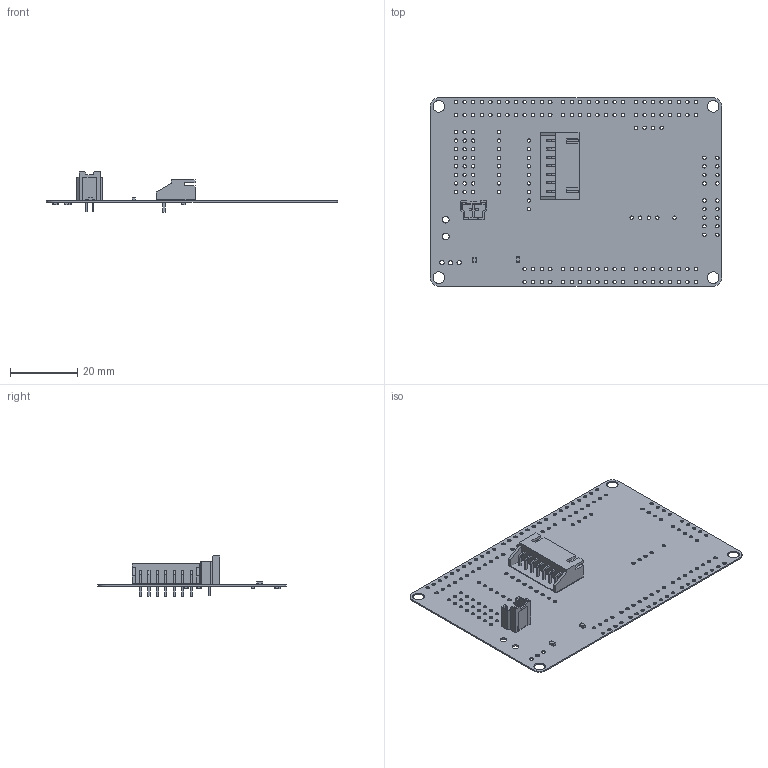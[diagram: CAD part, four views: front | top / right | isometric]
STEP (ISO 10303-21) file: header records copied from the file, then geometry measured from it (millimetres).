
FILE_DESCRIPTION(('Open CASCADE Model'),'2;1');
FILE_NAME('Open CASCADE Shape Model','2021-05-08T21:59:35',('Author'),( 'Open CASCADE'),'Open CASCADE STEP processor 6.8','Open CASCADE 6.8' ,'Unknown');
FILE_SCHEMA(('AUTOMOTIVE_DESIGN { 1 0 10303 214 1 1 1 1 }'));
Length unit declared in the file: millimetre
Products named in the file (26): PCB; Board; Open CASCADE STEP translator 6.8 2.1.1; Servo_PWR; molex-sherlock-2v-353620250; Open CASCADE STEP translator 6.8 2.2.1.1; Open CASCADE STEP translator 6.8 2.2.1.2; R4; 6398916944; Extruded; 6398916784; R3; C3; 6398916544; 6398916384; C2; BAL._6s; S7B-XH-A; 6398915664; R2; R1; C1
Assembly tree (42 placements, depth 4):
  PCB
    Board
      Open CASCADE STEP translator 6.8 2.1.1
    Servo_PWR
      molex-sherlock-2v-353620250
        Open CASCADE STEP translator 6.8 2.2.1.1
        Open CASCADE STEP translator 6.8 2.2.1.2
    R4
      6398916944
        Extruded
      6398916784  x2
        Extruded
    R3
      6398916944
        Extruded
      6398916784  x2
        Extruded
    C3
      6398916544
        Extruded
      6398916384  x2
        Extruded
    C2
      6398916544
        Extruded
      6398916384  x2
        Extruded
    BAL._6s
      S7B-XH-A
      6398915664
        Extruded
    R2
      6398916384  x2
        Extruded
      6398916544
        Extruded
    R1
      6398916384  x2
        Extruded
      6398916544
        Extruded
    C1
      6398916544
        Extruded
      6398916384  x2
        Extruded
Bounding box: 86.36 x 55.88 x 11.88 mm (x, y, z)
Volume: 2608.4 mm3; surface area: 11754.5 mm2
Topology: 25 solids, 25 shells, 577 faces, 1507 edges, 1005 vertices
Faces by surface type: plane 377, cylinder 200
Full cylindrical faces by diameter (mm): 0.8 x2, 0.9 x7, 1.016 x164, 1.24 x3, 2.007 x2, 3.429 x4
Entity records: 17375 total; most frequent: DIRECTION 2743, CARTESIAN_POINT 2690, ORIENTED_EDGE 2596, EDGE_CURVE 1298, AXIS2_PLACEMENT_3D 922, LINE 899, VECTOR 899, FACE_BOUND 858
